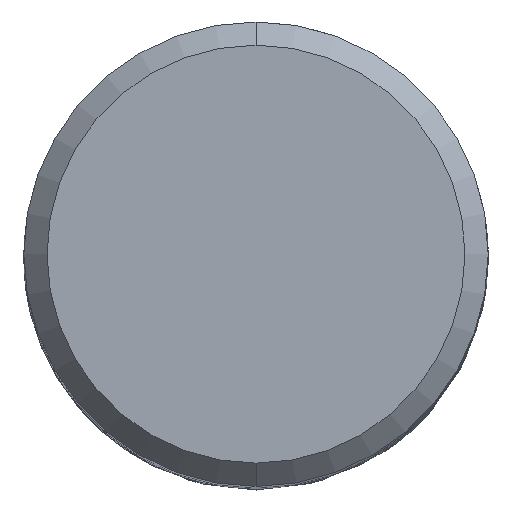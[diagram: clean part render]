
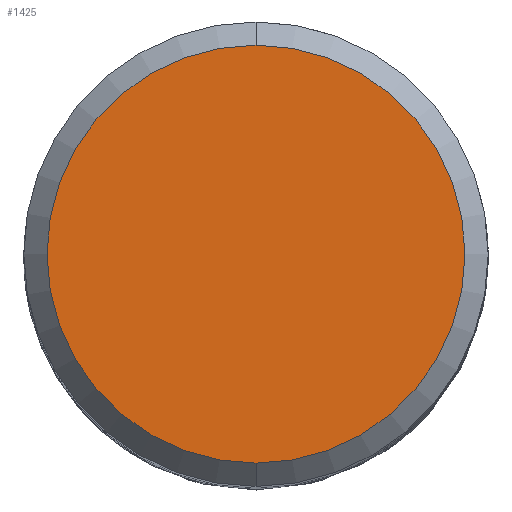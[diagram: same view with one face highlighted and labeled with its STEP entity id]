
A CAD part, top view. The second image highlights one B-rep face of the part: STEP entity #1425.
In plain terms, the highlighted planar face has unit normal (0, 0, 1).
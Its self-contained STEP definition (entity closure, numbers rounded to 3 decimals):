
#703=VERTEX_POINT('',#1794);
#707=EDGE_CURVE('',#703,#1013,#1798,.T.);
#777=EDGE_CURVE('',#1013,#703,#1876,.T.);
#1013=VERTEX_POINT('',#2129);
#1425=ADVANCED_FACE('',(#2577),#2578,.T.);
#1794=CARTESIAN_POINT('',(0.0,9.0,0.0));
#1798=CIRCLE('',#3938,9.0);
#1876=CIRCLE('',#4196,9.0);
#2129=CARTESIAN_POINT('',(0.,-9.0,0.0));
#2577=FACE_OUTER_BOUND('',#9155,.T.);
#2578=PLANE('',#9156);
#3938=AXIS2_PLACEMENT_3D('',#10609,#10610,#10611);
#4196=AXIS2_PLACEMENT_3D('',#10712,#10713,#10714);
#9155=EDGE_LOOP('',(#11449,#11450));
#9156=AXIS2_PLACEMENT_3D('',#11451,#11452,#11453);
#10609=CARTESIAN_POINT('',(0.0,0.0,0.0));
#10610=DIRECTION('',(0.0,0.0,-1.0));
#10611=DIRECTION('',(0.0,1.0,0.0));
#10712=CARTESIAN_POINT('',(0.0,0.0,0.0));
#10713=DIRECTION('',(0.0,0.0,-1.0));
#10714=DIRECTION('',(0.0,1.0,0.0));
#11449=ORIENTED_EDGE('',*,*,#707,.F.);
#11450=ORIENTED_EDGE('',*,*,#777,.F.);
#11451=CARTESIAN_POINT('',(0.0,4.5,0.0));
#11452=DIRECTION('',(-0.0,0.0,1.0));
#11453=DIRECTION('',(0.0,-1.0,0.0));
